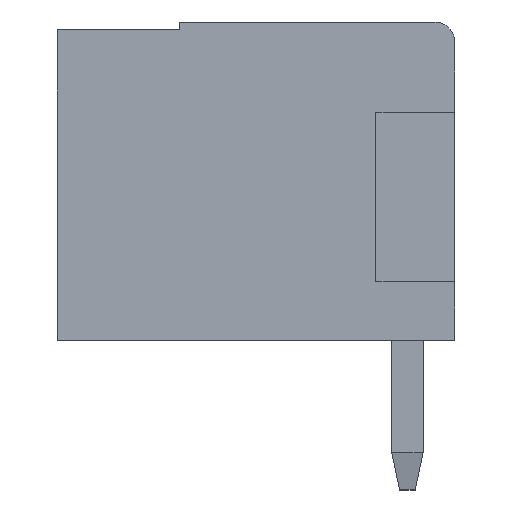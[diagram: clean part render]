
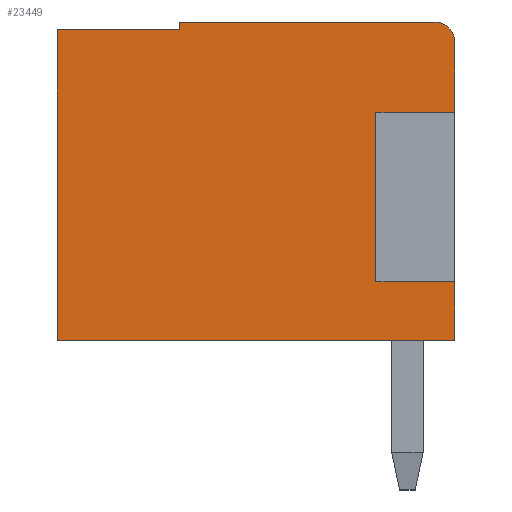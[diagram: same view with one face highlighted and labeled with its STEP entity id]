
A CAD part, left-side view. The second image highlights one B-rep face of the part: STEP entity #23449.
In plain terms, the highlighted planar face has unit normal (-1, 0, 0).
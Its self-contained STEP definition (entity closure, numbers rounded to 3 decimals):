
#272 = ORIENTED_EDGE ( 'NONE', *, *, #18768, .T. ) ;
#725 = CARTESIAN_POINT ( 'NONE',  ( 0., 0., 8.1 ) ) ;
#830 = CARTESIAN_POINT ( 'NONE',  ( 0., 0., 1.5 ) ) ;
#956 = CARTESIAN_POINT ( 'NONE',  ( 0., 10.1, 0. ) ) ;
#2198 = LINE ( 'NONE', #16563, #35387 ) ;
#3007 = LINE ( 'NONE', #28552, #44279 ) ;
#3394 = CARTESIAN_POINT ( 'NONE',  ( 0., 10.1, 8.1 ) ) ;
#4867 = LINE ( 'NONE', #11142, #44630 ) ;
#4869 = VERTEX_POINT ( 'NONE', #22897 ) ;
#4951 = AXIS2_PLACEMENT_3D ( 'NONE', #23018, #26280, #33476 ) ;
#5537 = EDGE_CURVE ( 'NONE', #41309, #31795, #2198, .T. ) ;
#5803 = FACE_OUTER_BOUND ( 'NONE', #15607, .T. ) ;
#6066 = EDGE_CURVE ( 'NONE', #28988, #30113, #12082, .T. ) ;
#6836 = CARTESIAN_POINT ( 'NONE',  ( 0., 0.5, 8.1 ) ) ;
#8182 = CARTESIAN_POINT ( 'NONE',  ( 0., 7., 7.9 ) ) ;
#8993 = EDGE_CURVE ( 'NONE', #30113, #30728, #35075, .T. ) ;
#9021 = VECTOR ( 'NONE', #34837, 1000. ) ;
#9612 = CARTESIAN_POINT ( 'NONE',  ( 0., 10.1, 7.9 ) ) ;
#10018 = ORIENTED_EDGE ( 'NONE', *, *, #8993, .F. ) ;
#10674 = ORIENTED_EDGE ( 'NONE', *, *, #31233, .F. ) ;
#11142 = CARTESIAN_POINT ( 'NONE',  ( 0., 0., 5.8 ) ) ;
#11736 = AXIS2_PLACEMENT_3D ( 'NONE', #13405, #27549, #41702 ) ;
#12082 = LINE ( 'NONE', #8182, #34086 ) ;
#12090 = DIRECTION ( 'NONE',  ( 0., 0., 1. ) ) ;
#12498 = PLANE ( 'NONE',  #11736 ) ;
#13171 = EDGE_CURVE ( 'NONE', #42687, #28988, #24397, .T. ) ;
#13405 = CARTESIAN_POINT ( 'NONE',  ( 0., 10.1, 8.1 ) ) ;
#14226 = CARTESIAN_POINT ( 'NONE',  ( 0., 7., 7.9 ) ) ;
#15607 = EDGE_LOOP ( 'NONE', ( #28801, #26425, #10018, #38563, #38091, #23734, #272, #16443, #37321, #34764, #10674 ) ) ;
#15763 = LINE ( 'NONE', #725, #30940 ) ;
#16334 = LINE ( 'NONE', #30504, #27675 ) ;
#16443 = ORIENTED_EDGE ( 'NONE', *, *, #27415, .T. ) ;
#16563 = CARTESIAN_POINT ( 'NONE',  ( 0., 0., 8.1 ) ) ;
#16838 = VERTEX_POINT ( 'NONE', #30653 ) ;
#17518 = DIRECTION ( 'NONE',  ( 0., 0., 1. ) ) ;
#17883 = EDGE_CURVE ( 'NONE', #22913, #42687, #45620, .T. ) ;
#18768 = EDGE_CURVE ( 'NONE', #22913, #4869, #35846, .T. ) ;
#18936 = EDGE_CURVE ( 'NONE', #42166, #16838, #16334, .T. ) ;
#20908 = DIRECTION ( 'NONE',  ( 0., -1., 0. ) ) ;
#21458 = DIRECTION ( 'NONE',  ( 0., -1., 0. ) ) ;
#22063 = CARTESIAN_POINT ( 'NONE',  ( 0., 0., 7.6 ) ) ;
#22471 = VECTOR ( 'NONE', #21458, 1000. ) ;
#22897 = CARTESIAN_POINT ( 'NONE',  ( 0., 0., 0. ) ) ;
#22913 = VERTEX_POINT ( 'NONE', #956 ) ;
#23018 = CARTESIAN_POINT ( 'NONE',  ( 0., 0.5, 7.6 ) ) ;
#23369 = VECTOR ( 'NONE', #20908, 1000. ) ;
#23449 = ADVANCED_FACE ( 'NONE', ( #5803 ), #12498, .F. ) ;
#23734 = ORIENTED_EDGE ( 'NONE', *, *, #17883, .F. ) ;
#23779 = CARTESIAN_POINT ( 'NONE',  ( 0., 0., 5.8 ) ) ;
#24397 = LINE ( 'NONE', #9612, #23369 ) ;
#24948 = CARTESIAN_POINT ( 'NONE',  ( 0., 2., 5.8 ) ) ;
#25252 = DIRECTION ( 'NONE',  ( 0., -1., 0. ) ) ;
#26280 = DIRECTION ( 'NONE',  ( -1., 0., 0. ) ) ;
#26365 = EDGE_CURVE ( 'NONE', #31795, #30728, #27150, .T. ) ;
#26425 = ORIENTED_EDGE ( 'NONE', *, *, #26365, .T. ) ;
#27150 = CIRCLE ( 'NONE', #4951, 0.5 ) ;
#27415 = EDGE_CURVE ( 'NONE', #4869, #44662, #15763, .T. ) ;
#27549 = DIRECTION ( 'NONE',  ( 1., 0., 0. ) ) ;
#27675 = VECTOR ( 'NONE', #36987, 1000. ) ;
#28552 = CARTESIAN_POINT ( 'NONE',  ( 0., 0., 1.5 ) ) ;
#28693 = CARTESIAN_POINT ( 'NONE',  ( 0., 10.1, 0. ) ) ;
#28801 = ORIENTED_EDGE ( 'NONE', *, *, #5537, .T. ) ;
#28988 = VERTEX_POINT ( 'NONE', #14226 ) ;
#30113 = VERTEX_POINT ( 'NONE', #45864 ) ;
#30504 = CARTESIAN_POINT ( 'NONE',  ( 0., 2., 5.8 ) ) ;
#30653 = CARTESIAN_POINT ( 'NONE',  ( 0., 2., 1.5 ) ) ;
#30728 = VERTEX_POINT ( 'NONE', #6836 ) ;
#30940 = VECTOR ( 'NONE', #12090, 1000. ) ;
#31233 = EDGE_CURVE ( 'NONE', #41309, #42166, #4867, .T. ) ;
#31386 = CARTESIAN_POINT ( 'NONE',  ( 0., 10.1, 8.1 ) ) ;
#31795 = VERTEX_POINT ( 'NONE', #22063 ) ;
#33476 = DIRECTION ( 'NONE',  ( 0., 0., -1. ) ) ;
#34086 = VECTOR ( 'NONE', #39883, 1000. ) ;
#34764 = ORIENTED_EDGE ( 'NONE', *, *, #18936, .F. ) ;
#34837 = DIRECTION ( 'NONE',  ( 0., -1., 0. ) ) ;
#35075 = LINE ( 'NONE', #31386, #9021 ) ;
#35387 = VECTOR ( 'NONE', #41391, 1000. ) ;
#35846 = LINE ( 'NONE', #28693, #22471 ) ;
#36361 = VECTOR ( 'NONE', #17518, 1000. ) ;
#36987 = DIRECTION ( 'NONE',  ( 0., 0., -1. ) ) ;
#37321 = ORIENTED_EDGE ( 'NONE', *, *, #37466, .F. ) ;
#37466 = EDGE_CURVE ( 'NONE', #16838, #44662, #3007, .T. ) ;
#38091 = ORIENTED_EDGE ( 'NONE', *, *, #13171, .F. ) ;
#38563 = ORIENTED_EDGE ( 'NONE', *, *, #6066, .F. ) ;
#39595 = CARTESIAN_POINT ( 'NONE',  ( 0., 10.1, 7.9 ) ) ;
#39883 = DIRECTION ( 'NONE',  ( 0., 0., 1. ) ) ;
#40086 = DIRECTION ( 'NONE',  ( 0., 1., 0. ) ) ;
#41309 = VERTEX_POINT ( 'NONE', #23779 ) ;
#41391 = DIRECTION ( 'NONE',  ( 0., 0., 1. ) ) ;
#41702 = DIRECTION ( 'NONE',  ( 0., 0., -1. ) ) ;
#42166 = VERTEX_POINT ( 'NONE', #24948 ) ;
#42687 = VERTEX_POINT ( 'NONE', #39595 ) ;
#44279 = VECTOR ( 'NONE', #25252, 1000. ) ;
#44630 = VECTOR ( 'NONE', #40086, 1000. ) ;
#44662 = VERTEX_POINT ( 'NONE', #830 ) ;
#45620 = LINE ( 'NONE', #3394, #36361 ) ;
#45864 = CARTESIAN_POINT ( 'NONE',  ( 0., 7., 8.1 ) ) ;
